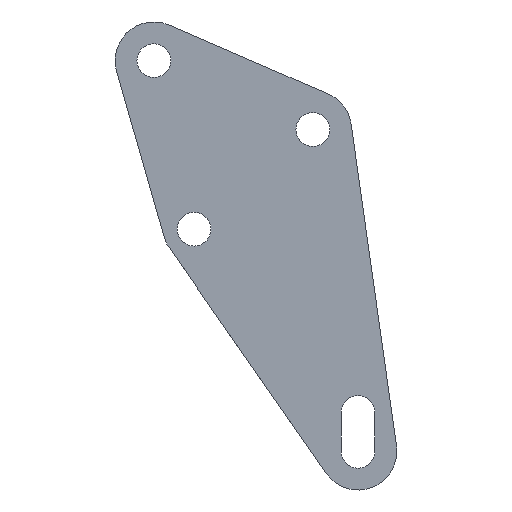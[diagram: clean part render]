
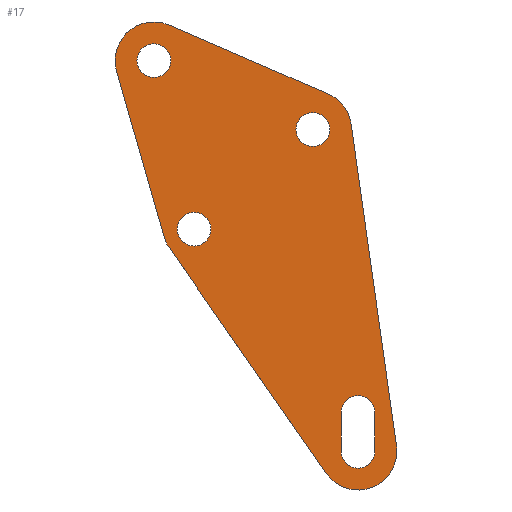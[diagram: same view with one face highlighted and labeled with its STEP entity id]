
A CAD part, front view. The second image highlights one B-rep face of the part: STEP entity #17.
In plain terms, the highlighted planar face has unit normal (0, -1, 0).
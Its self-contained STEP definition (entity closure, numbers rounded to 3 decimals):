
#17 = ADVANCED_FACE('',(#18,#88,#124,#135,#146),#157,.F.);
#18 = FACE_BOUND('',#19,.T.);
#19 = EDGE_LOOP('',(#20,#31,#39,#48,#56,#65,#73,#82));
#20 = ORIENTED_EDGE('',*,*,#21,.T.);
#21 = EDGE_CURVE('',#22,#24,#26,.T.);
#22 = VERTEX_POINT('',#23);
#23 = CARTESIAN_POINT('',(27.113,-62.,-5.789));
#24 = VERTEX_POINT('',#25);
#25 = CARTESIAN_POINT('',(24.15,-62.,-1.898));
#26 = CIRCLE('',#27,5.);
#27 = AXIS2_PLACEMENT_3D('',#28,#29,#30);
#28 = CARTESIAN_POINT('',(22.162,-62.,-6.485));
#29 = DIRECTION('',(0.,-1.,0.));
#30 = DIRECTION('',(1.,0.,0.));
#31 = ORIENTED_EDGE('',*,*,#32,.T.);
#32 = EDGE_CURVE('',#24,#33,#35,.T.);
#33 = VERTEX_POINT('',#34);
#34 = CARTESIAN_POINT('',(3.634,-62.,6.995));
#35 = LINE('',#36,#37);
#36 = CARTESIAN_POINT('',(24.15,-62.,-1.898));
#37 = VECTOR('',#38,1.);
#38 = DIRECTION('',(-0.918,0.,0.398));
#39 = ORIENTED_EDGE('',*,*,#40,.T.);
#40 = EDGE_CURVE('',#33,#41,#43,.T.);
#41 = VERTEX_POINT('',#42);
#42 = CARTESIAN_POINT('',(-3.161,-62.,1.03));
#43 = CIRCLE('',#44,5.);
#44 = AXIS2_PLACEMENT_3D('',#45,#46,#47);
#45 = CARTESIAN_POINT('',(1.646,-62.,2.408));
#46 = DIRECTION('',(0.,-1.,0.));
#47 = DIRECTION('',(1.,0.,0.));
#48 = ORIENTED_EDGE('',*,*,#49,.T.);
#49 = EDGE_CURVE('',#41,#50,#52,.T.);
#50 = VERTEX_POINT('',#51);
#51 = CARTESIAN_POINT('',(2.996,-62.,-20.443));
#52 = LINE('',#53,#54);
#53 = CARTESIAN_POINT('',(-3.161,-62.,1.03));
#54 = VECTOR('',#55,1.);
#55 = DIRECTION('',(0.276,0.,-0.961)
  );
#56 = ORIENTED_EDGE('',*,*,#57,.T.);
#57 = EDGE_CURVE('',#50,#58,#60,.T.);
#58 = VERTEX_POINT('',#59);
#59 = CARTESIAN_POINT('',(3.558,-62.,-21.626));
#60 = CIRCLE('',#61,4.);
#61 = AXIS2_PLACEMENT_3D('',#62,#63,#64);
#62 = CARTESIAN_POINT('',(6.841,-62.,-19.341));
#63 = DIRECTION('',(0.,-1.,0.));
#64 = DIRECTION('',(1.,0.,0.));
#65 = ORIENTED_EDGE('',*,*,#66,.F.);
#66 = EDGE_CURVE('',#67,#58,#69,.T.);
#67 = VERTEX_POINT('',#68);
#68 = CARTESIAN_POINT('',(23.896,-62.,-50.856));
#69 = LINE('',#70,#71);
#70 = CARTESIAN_POINT('',(23.896,-62.,-50.856));
#71 = VECTOR('',#72,1.);
#72 = DIRECTION('',(-0.571,0.,0.821));
#73 = ORIENTED_EDGE('',*,*,#74,.T.);
#74 = EDGE_CURVE('',#67,#75,#77,.T.);
#75 = VERTEX_POINT('',#76);
#76 = CARTESIAN_POINT('',(32.951,-62.,-47.304));
#77 = CIRCLE('',#78,5.);
#78 = AXIS2_PLACEMENT_3D('',#79,#80,#81);
#79 = CARTESIAN_POINT('',(28.,-62.,-48.));
#80 = DIRECTION('',(0.,-1.,0.));
#81 = DIRECTION('',(1.,0.,0.));
#82 = ORIENTED_EDGE('',*,*,#83,.F.);
#83 = EDGE_CURVE('',#22,#75,#84,.T.);
#84 = LINE('',#85,#86);
#85 = CARTESIAN_POINT('',(27.113,-62.,-5.789));
#86 = VECTOR('',#87,1.);
#87 = DIRECTION('',(0.139,0.,-0.99)
  );
#88 = FACE_BOUND('',#89,.F.);
#89 = EDGE_LOOP('',(#90,#101,#109,#118));
#90 = ORIENTED_EDGE('',*,*,#91,.T.);
#91 = EDGE_CURVE('',#92,#94,#96,.T.);
#92 = VERTEX_POINT('',#93);
#93 = CARTESIAN_POINT('',(25.825,-62.,-48.));
#94 = VERTEX_POINT('',#95);
#95 = CARTESIAN_POINT('',(30.175,-62.,-48.));
#96 = CIRCLE('',#97,2.175);
#97 = AXIS2_PLACEMENT_3D('',#98,#99,#100);
#98 = CARTESIAN_POINT('',(28.,-62.,-48.));
#99 = DIRECTION('',(0.,-1.,0.));
#100 = DIRECTION('',(1.,0.,0.));
#101 = ORIENTED_EDGE('',*,*,#102,.T.);
#102 = EDGE_CURVE('',#94,#103,#105,.T.);
#103 = VERTEX_POINT('',#104);
#104 = CARTESIAN_POINT('',(30.175,-62.,-43.));
#105 = LINE('',#106,#107);
#106 = CARTESIAN_POINT('',(30.175,-62.,-48.));
#107 = VECTOR('',#108,1.);
#108 = DIRECTION('',(0.,0.,1.));
#109 = ORIENTED_EDGE('',*,*,#110,.T.);
#110 = EDGE_CURVE('',#103,#111,#113,.T.);
#111 = VERTEX_POINT('',#112);
#112 = CARTESIAN_POINT('',(25.825,-62.,-43.));
#113 = CIRCLE('',#114,2.175);
#114 = AXIS2_PLACEMENT_3D('',#115,#116,#117);
#115 = CARTESIAN_POINT('',(28.,-62.,-43.));
#116 = DIRECTION('',(0.,-1.,0.));
#117 = DIRECTION('',(1.,0.,0.));
#118 = ORIENTED_EDGE('',*,*,#119,.T.);
#119 = EDGE_CURVE('',#111,#92,#120,.T.);
#120 = LINE('',#121,#122);
#121 = CARTESIAN_POINT('',(25.825,-62.,-43.));
#122 = VECTOR('',#123,1.);
#123 = DIRECTION('',(0.,0.,-1.));
#124 = FACE_BOUND('',#125,.F.);
#125 = EDGE_LOOP('',(#126));
#126 = ORIENTED_EDGE('',*,*,#127,.T.);
#127 = EDGE_CURVE('',#128,#128,#130,.T.);
#128 = VERTEX_POINT('',#129);
#129 = CARTESIAN_POINT('',(9.016,-62.,-19.341));
#130 = CIRCLE('',#131,2.175);
#131 = AXIS2_PLACEMENT_3D('',#132,#133,#134);
#132 = CARTESIAN_POINT('',(6.841,-62.,-19.341));
#133 = DIRECTION('',(0.,-1.,0.));
#134 = DIRECTION('',(1.,0.,0.));
#135 = FACE_BOUND('',#136,.F.);
#136 = EDGE_LOOP('',(#137));
#137 = ORIENTED_EDGE('',*,*,#138,.T.);
#138 = EDGE_CURVE('',#139,#139,#141,.T.);
#139 = VERTEX_POINT('',#140);
#140 = CARTESIAN_POINT('',(3.821,-62.,2.408));
#141 = CIRCLE('',#142,2.175);
#142 = AXIS2_PLACEMENT_3D('',#143,#144,#145);
#143 = CARTESIAN_POINT('',(1.646,-62.,2.408));
#144 = DIRECTION('',(0.,-1.,0.));
#145 = DIRECTION('',(1.,0.,0.));
#146 = FACE_BOUND('',#147,.F.);
#147 = EDGE_LOOP('',(#148));
#148 = ORIENTED_EDGE('',*,*,#149,.T.);
#149 = EDGE_CURVE('',#150,#150,#152,.T.);
#150 = VERTEX_POINT('',#151);
#151 = CARTESIAN_POINT('',(24.337,-62.,-6.485));
#152 = CIRCLE('',#153,2.175);
#153 = AXIS2_PLACEMENT_3D('',#154,#155,#156);
#154 = CARTESIAN_POINT('',(22.162,-62.,-6.485));
#155 = DIRECTION('',(0.,-1.,0.));
#156 = DIRECTION('',(1.,0.,0.));
#157 = PLANE('',#158);
#158 = AXIS2_PLACEMENT_3D('',#159,#160,#161);
#159 = CARTESIAN_POINT('',(16.956,-62.,-21.599));
#160 = DIRECTION('',(0.,1.,0.));
#161 = DIRECTION('',(0.,0.,1.));
